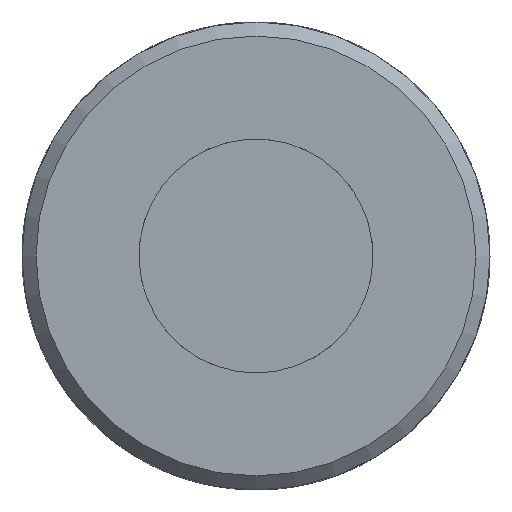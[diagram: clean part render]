
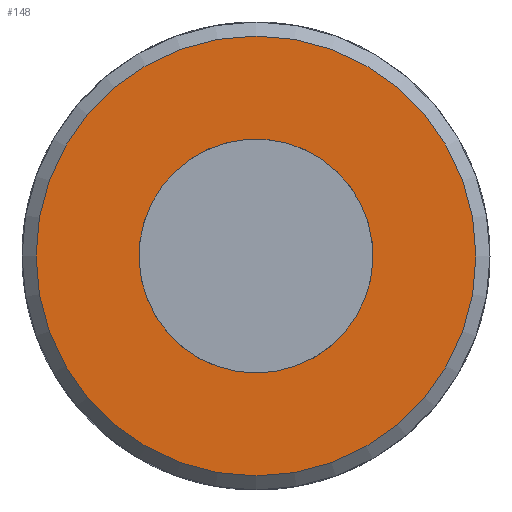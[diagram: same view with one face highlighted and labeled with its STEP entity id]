
A CAD part, left-side view. The second image highlights one B-rep face of the part: STEP entity #148.
In plain terms, the highlighted planar face has unit normal (-1, 0, 0).
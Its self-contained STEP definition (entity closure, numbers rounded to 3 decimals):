
#148 = ADVANCED_FACE( '', ( #293, #294 ), #295, .F. );
#293 = FACE_OUTER_BOUND( '', #439, .T. );
#294 = FACE_BOUND( '', #440, .T. );
#295 = PLANE( '', #441 );
#439 = EDGE_LOOP( '', ( #636 ) );
#440 = EDGE_LOOP( '', ( #637 ) );
#441 = AXIS2_PLACEMENT_3D( '', #638, #639, #640 );
#636 = ORIENTED_EDGE( '', *, *, #812, .F. );
#637 = ORIENTED_EDGE( '', *, *, #814, .T. );
#638 = CARTESIAN_POINT( '', ( 0., 0., 0. ) );
#639 = DIRECTION( '', ( 1., 0., 0. ) );
#640 = DIRECTION( '', ( 0., 0., -1. ) );
#812 = EDGE_CURVE( '', #935, #935, #936, .T. );
#814 = EDGE_CURVE( '', #938, #938, #939, .T. );
#935 = VERTEX_POINT( '', #1374 );
#936 = CIRCLE( '', #1375, 23.5 );
#938 = VERTEX_POINT( '', #1377 );
#939 = CIRCLE( '', #1378, 12.5 );
#1374 = CARTESIAN_POINT( '', ( 0., 0., -23.5 ) );
#1375 = AXIS2_PLACEMENT_3D( '', #1693, #1694, #1695 );
#1377 = CARTESIAN_POINT( '', ( 0., 0., -12.5 ) );
#1378 = AXIS2_PLACEMENT_3D( '', #1696, #1697, #1698 );
#1693 = CARTESIAN_POINT( '', ( 0., 0., 0. ) );
#1694 = DIRECTION( '', ( 1., 0., 0. ) );
#1695 = DIRECTION( '', ( 0., 0., -1. ) );
#1696 = CARTESIAN_POINT( '', ( 0., 0., 0. ) );
#1697 = DIRECTION( '', ( 1., 0., 0. ) );
#1698 = DIRECTION( '', ( 0., 0., -1. ) );
